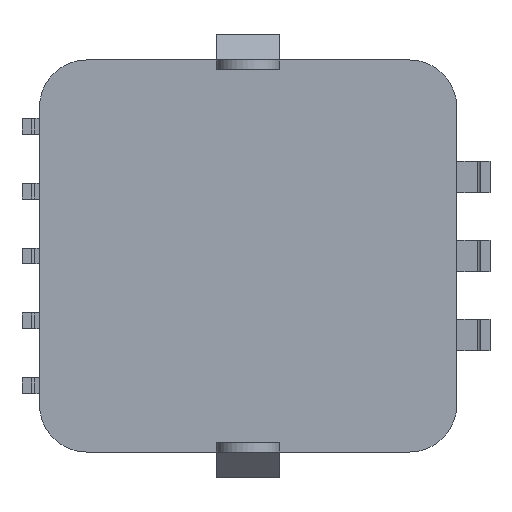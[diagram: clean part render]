
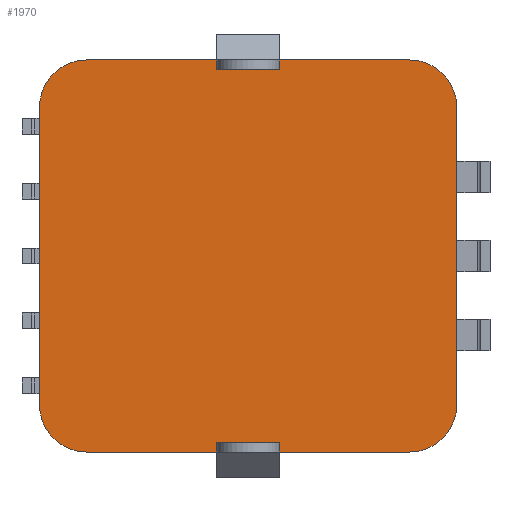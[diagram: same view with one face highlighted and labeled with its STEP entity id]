
A CAD part, left-side view. The second image highlights one B-rep face of the part: STEP entity #1970.
In plain terms, the highlighted planar face has unit normal (-1, 0, 0).
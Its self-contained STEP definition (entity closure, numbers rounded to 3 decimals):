
#839 = VERTEX_POINT('',#840);
#840 = CARTESIAN_POINT('',(-7.011,-5.1,0.869));
#846 = EDGE_CURVE('',#847,#839,#849,.T.);
#847 = VERTEX_POINT('',#848);
#848 = CARTESIAN_POINT('',(-7.011,-1.,0.869));
#849 = LINE('',#850,#851);
#850 = CARTESIAN_POINT('',(-7.011,5.1,0.869));
#851 = VECTOR('',#852,1.);
#852 = DIRECTION('',(0.,-1.,0.));
#871 = VERTEX_POINT('',#872);
#872 = CARTESIAN_POINT('',(-7.011,1.,0.869));
#878 = EDGE_CURVE('',#879,#871,#881,.T.);
#879 = VERTEX_POINT('',#880);
#880 = CARTESIAN_POINT('',(-7.011,5.1,0.869));
#881 = LINE('',#882,#883);
#882 = CARTESIAN_POINT('',(-7.011,5.1,0.869));
#883 = VECTOR('',#884,1.);
#884 = DIRECTION('',(0.,-1.,0.));
#952 = VERTEX_POINT('',#953);
#953 = CARTESIAN_POINT('',(-7.011,-6.6,2.369));
#959 = EDGE_CURVE('',#839,#952,#960,.T.);
#960 = CIRCLE('',#961,1.5);
#961 = AXIS2_PLACEMENT_3D('',#962,#963,#964);
#962 = CARTESIAN_POINT('',(-7.011,-5.1,2.369)
  );
#963 = DIRECTION('',(-1.,0.,0.));
#964 = DIRECTION('',(0.,-1.,0.));
#1025 = EDGE_CURVE('',#1026,#879,#1028,.T.);
#1026 = VERTEX_POINT('',#1027);
#1027 = CARTESIAN_POINT('',(-7.011,6.6,2.369));
#1028 = CIRCLE('',#1029,1.5);
#1029 = AXIS2_PLACEMENT_3D('',#1030,#1031,#1032);
#1030 = CARTESIAN_POINT('',(-7.011,5.1,2.369)
  );
#1031 = DIRECTION('',(-1.,0.,0.));
#1032 = DIRECTION('',(0.,-1.,0.));
#1217 = EDGE_CURVE('',#847,#1218,#1220,.T.);
#1218 = VERTEX_POINT('',#1219);
#1219 = CARTESIAN_POINT('',(-7.011,-1.,1.169));
#1220 = LINE('',#1221,#1222);
#1221 = CARTESIAN_POINT('',(-7.011,-1.,0.869)
  );
#1222 = VECTOR('',#1223,1.);
#1223 = DIRECTION('',(0.,0.,1.));
#1574 = VERTEX_POINT('',#1575);
#1575 = CARTESIAN_POINT('',(-7.011,5.1,13.269));
#1581 = EDGE_CURVE('',#1582,#1574,#1584,.T.);
#1582 = VERTEX_POINT('',#1583);
#1583 = CARTESIAN_POINT('',(-7.011,1.,13.269));
#1584 = LINE('',#1585,#1586);
#1585 = CARTESIAN_POINT('',(-7.011,5.1,13.269)
  );
#1586 = VECTOR('',#1587,1.);
#1587 = DIRECTION('',(0.,1.,0.));
#1606 = VERTEX_POINT('',#1607);
#1607 = CARTESIAN_POINT('',(-7.011,-1.,13.269));
#1613 = EDGE_CURVE('',#1614,#1606,#1616,.T.);
#1614 = VERTEX_POINT('',#1615);
#1615 = CARTESIAN_POINT('',(-7.011,-5.1,13.269));
#1616 = LINE('',#1617,#1618);
#1617 = CARTESIAN_POINT('',(-7.011,5.1,13.269)
  );
#1618 = VECTOR('',#1619,1.);
#1619 = DIRECTION('',(0.,1.,0.));
#1970 = ADVANCED_FACE('',(#1971),#2046,.T.);
#1971 = FACE_BOUND('',#1972,.T.);
#1972 = EDGE_LOOP('',(#1973,#1983,#1989,#1990,#1999,#2005,#2006,#2007,
    #2015,#2021,#2022,#2023,#2024,#2032,#2039,#2040));
#1973 = ORIENTED_EDGE('',*,*,#1974,.F.);
#1974 = EDGE_CURVE('',#1975,#1977,#1979,.T.);
#1975 = VERTEX_POINT('',#1976);
#1976 = CARTESIAN_POINT('',(-7.011,1.,12.969));
#1977 = VERTEX_POINT('',#1978);
#1978 = CARTESIAN_POINT('',(-7.011,-1.,12.969));
#1979 = LINE('',#1980,#1981);
#1980 = CARTESIAN_POINT('',(-7.011,1.,12.969)
  );
#1981 = VECTOR('',#1982,1.);
#1982 = DIRECTION('',(0.,-1.,0.));
#1983 = ORIENTED_EDGE('',*,*,#1984,.F.);
#1984 = EDGE_CURVE('',#1582,#1975,#1985,.T.);
#1985 = LINE('',#1986,#1987);
#1986 = CARTESIAN_POINT('',(-7.011,1.,13.269)
  );
#1987 = VECTOR('',#1988,1.);
#1988 = DIRECTION('',(0.,0.,-1.));
#1989 = ORIENTED_EDGE('',*,*,#1581,.T.);
#1990 = ORIENTED_EDGE('',*,*,#1991,.T.);
#1991 = EDGE_CURVE('',#1574,#1992,#1994,.T.);
#1992 = VERTEX_POINT('',#1993);
#1993 = CARTESIAN_POINT('',(-7.011,6.6,11.769));
#1994 = CIRCLE('',#1995,1.5);
#1995 = AXIS2_PLACEMENT_3D('',#1996,#1997,#1998);
#1996 = CARTESIAN_POINT('',(-7.011,5.1,11.769)
  );
#1997 = DIRECTION('',(-1.,0.,0.));
#1998 = DIRECTION('',(0.,-1.,0.));
#1999 = ORIENTED_EDGE('',*,*,#2000,.T.);
#2000 = EDGE_CURVE('',#1992,#1026,#2001,.T.);
#2001 = LINE('',#2002,#2003);
#2002 = CARTESIAN_POINT('',(-7.011,6.6,11.769)
  );
#2003 = VECTOR('',#2004,1.);
#2004 = DIRECTION('',(0.,0.,-1.));
#2005 = ORIENTED_EDGE('',*,*,#1025,.T.);
#2006 = ORIENTED_EDGE('',*,*,#878,.T.);
#2007 = ORIENTED_EDGE('',*,*,#2008,.T.);
#2008 = EDGE_CURVE('',#871,#2009,#2011,.T.);
#2009 = VERTEX_POINT('',#2010);
#2010 = CARTESIAN_POINT('',(-7.011,1.,1.169));
#2011 = LINE('',#2012,#2013);
#2012 = CARTESIAN_POINT('',(-7.011,1.,0.869)
  );
#2013 = VECTOR('',#2014,1.);
#2014 = DIRECTION('',(0.,0.,1.));
#2015 = ORIENTED_EDGE('',*,*,#2016,.T.);
#2016 = EDGE_CURVE('',#2009,#1218,#2017,.T.);
#2017 = LINE('',#2018,#2019);
#2018 = CARTESIAN_POINT('',(-7.011,1.,1.169)
  );
#2019 = VECTOR('',#2020,1.);
#2020 = DIRECTION('',(0.,-1.,0.));
#2021 = ORIENTED_EDGE('',*,*,#1217,.F.);
#2022 = ORIENTED_EDGE('',*,*,#846,.T.);
#2023 = ORIENTED_EDGE('',*,*,#959,.T.);
#2024 = ORIENTED_EDGE('',*,*,#2025,.T.);
#2025 = EDGE_CURVE('',#952,#2026,#2028,.T.);
#2026 = VERTEX_POINT('',#2027);
#2027 = CARTESIAN_POINT('',(-7.011,-6.6,11.769));
#2028 = LINE('',#2029,#2030);
#2029 = CARTESIAN_POINT('',(-7.011,-6.6,11.769
    ));
#2030 = VECTOR('',#2031,1.);
#2031 = DIRECTION('',(0.,0.,1.));
#2032 = ORIENTED_EDGE('',*,*,#2033,.T.);
#2033 = EDGE_CURVE('',#2026,#1614,#2034,.T.);
#2034 = CIRCLE('',#2035,1.5);
#2035 = AXIS2_PLACEMENT_3D('',#2036,#2037,#2038);
#2036 = CARTESIAN_POINT('',(-7.011,-5.1,11.769
    ));
#2037 = DIRECTION('',(-1.,0.,0.));
#2038 = DIRECTION('',(0.,-1.,0.));
#2039 = ORIENTED_EDGE('',*,*,#1613,.T.);
#2040 = ORIENTED_EDGE('',*,*,#2041,.T.);
#2041 = EDGE_CURVE('',#1606,#1977,#2042,.T.);
#2042 = LINE('',#2043,#2044);
#2043 = CARTESIAN_POINT('',(-7.011,-1.,13.269
    ));
#2044 = VECTOR('',#2045,1.);
#2045 = DIRECTION('',(0.,0.,-1.));
#2046 = PLANE('',#2047);
#2047 = AXIS2_PLACEMENT_3D('',#2048,#2049,#2050);
#2048 = CARTESIAN_POINT('',(-7.011,-5.1,2.369));
#2049 = DIRECTION('',(-1.,0.,0.));
#2050 = DIRECTION('',(0.,1.,0.));
